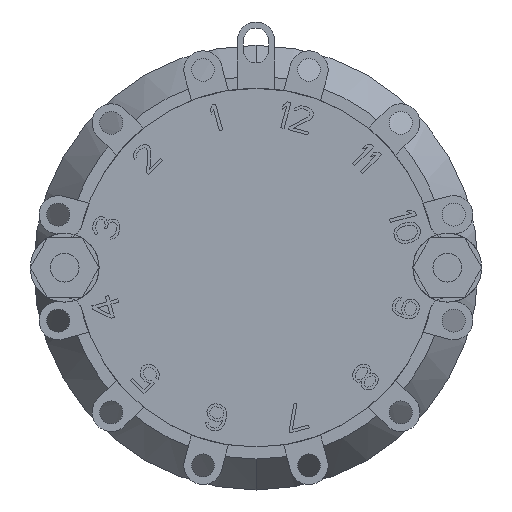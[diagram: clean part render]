
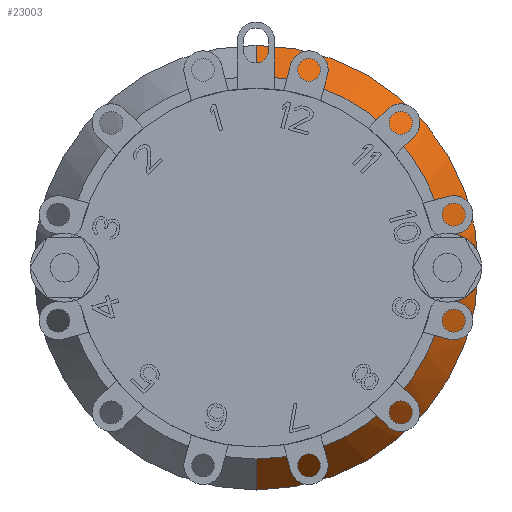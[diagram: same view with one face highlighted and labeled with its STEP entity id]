
A CAD part, front view. The second image highlights one B-rep face of the part: STEP entity #23003.
In plain terms, the highlighted conical face has half-angle 30 degrees and reference radius 13.731 mm.
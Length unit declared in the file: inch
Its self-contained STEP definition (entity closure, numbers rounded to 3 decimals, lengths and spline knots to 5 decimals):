
#6636=CARTESIAN_POINT('',(0.49676,0.55663,
0.07798));
#6637=CARTESIAN_POINT('',(0.50266,0.56669,
0.07785));
#6638=CARTESIAN_POINT('',(0.51397,0.5856,
0.07618));
#6639=CARTESIAN_POINT('',(0.52797,0.6084,
0.07129));
#6640=CARTESIAN_POINT('',(0.54217,0.63095,
0.0627));
#6641=CARTESIAN_POINT('',(0.55231,0.64674,
0.05367));
#6642=CARTESIAN_POINT('',(0.56266,0.66258,
0.03985));
#6643=CARTESIAN_POINT('',(0.56852,0.67142,
0.02743));
#6644=CARTESIAN_POINT('',(0.57271,0.67771,
0.01142));
#6645=CARTESIAN_POINT('',(0.57333,0.67863,
-0.00265));
#6646=CARTESIAN_POINT('',(0.57172,0.67623,
-0.01672));
#6647=CARTESIAN_POINT('',(0.56672,0.6687,
-0.03165));
#6648=CARTESIAN_POINT('',(0.56089,0.65989,
-0.04262));
#6649=CARTESIAN_POINT('',(0.55036,0.64371,
-0.05559));
#6650=CARTESIAN_POINT('',(0.54098,0.62908,
-0.06352));
#6651=CARTESIAN_POINT('',(0.52684,0.60659,
-0.07178));
#6652=CARTESIAN_POINT('',(0.51347,0.58478,
-0.07625));
#6653=CARTESIAN_POINT('',(0.50249,0.5664,
-0.07785));
#6654=CARTESIAN_POINT('',(0.49676,0.55663,
-0.07798));
#7377=CARTESIAN_POINT('',(0.49676,0.55663,
0.07798));
#7378=CARTESIAN_POINT('',(0.49646,0.55611,
0.07799));
#7379=CARTESIAN_POINT('',(0.49585,0.55507,
0.07801));
#7380=CARTESIAN_POINT('',(0.49494,0.55353,
0.07806));
#7381=CARTESIAN_POINT('',(0.49433,0.55251,
0.0781));
#7382=CARTESIAN_POINT('',(0.49403,0.552,0.07812));
#7569=CARTESIAN_POINT('',(0.49403,0.552,-0.07812));
#7570=CARTESIAN_POINT('',(0.49433,0.55251,
-0.0781));
#7571=CARTESIAN_POINT('',(0.49494,0.55353,
-0.07806));
#7572=CARTESIAN_POINT('',(0.49585,0.55507,
-0.07801));
#7573=CARTESIAN_POINT('',(0.49646,0.55611,
-0.07799));
#7574=CARTESIAN_POINT('',(0.49676,0.55663,
-0.07798));
#7618=CARTESIAN_POINT('',(0.,0.692,0.));
#7619=DIRECTION('',(0.,-1.,0.));
#7620=DIRECTION('',(0.,0.,-1.));
#7621=AXIS2_PLACEMENT_3D('',#7618,#7619,#7620);
#7623=CARTESIAN_POINT('',(0.,0.552,0.));
#7624=DIRECTION('',(0.,-1.,0.));
#7625=DIRECTION('',(0.988,0.,0.156));
#7626=AXIS2_PLACEMENT_3D('',#7623,#7624,#7625);
#7628=CARTESIAN_POINT('',(0.,0.552,0.));
#7629=DIRECTION('',(0.,-1.,0.));
#7630=DIRECTION('',(0.,0.,-1.));
#7631=AXIS2_PLACEMENT_3D('',#7628,#7629,#7630);
#7638=DIRECTION('',(0.,0.866,-0.5));
#7639=VECTOR('',#7638,0.16166);
#7640=CARTESIAN_POINT('',(0.,0.552,-0.50017));
#7641=LINE('',#7640,#7639);
#7642=DIRECTION('',(0.,0.866,0.5));
#7643=VECTOR('',#7642,0.16166);
#7644=CARTESIAN_POINT('',(0.,0.552,0.50017));
#7645=LINE('',#7644,#7643);
#10484=CARTESIAN_POINT('',(0.,0.552,-0.50017));
#10485=CARTESIAN_POINT('',(0.,0.692,-0.581));
#10486=VERTEX_POINT('',#10484);
#10487=VERTEX_POINT('',#10485);
#10490=CARTESIAN_POINT('',(0.,0.552,0.50017));
#10491=CARTESIAN_POINT('',(0.,0.692,0.581));
#10492=VERTEX_POINT('',#10490);
#10493=VERTEX_POINT('',#10491);
#10522=VERTEX_POINT('',#6636);
#10523=VERTEX_POINT('',#6654);
#10528=CARTESIAN_POINT('',(0.49403,0.552,-0.07812));
#10529=VERTEX_POINT('',#10528);
#10530=CARTESIAN_POINT('',(0.49403,0.552,0.07812));
#10531=VERTEX_POINT('',#10530);
#22984=CARTESIAN_POINT('',(0.,0.622,0.));
#22985=DIRECTION('',(0.,1.,0.));
#22986=DIRECTION('',(0.,0.,-1.));
#22987=AXIS2_PLACEMENT_3D('',#22984,#22985,#22986);
#22988=CONICAL_SURFACE('',#22987,0.54059,30.);
#22989=ORIENTED_EDGE('',*,*,#22159,.F.);
#22990=ORIENTED_EDGE('',*,*,#22688,.T.);
#22992=ORIENTED_EDGE('',*,*,#22991,.T.);
#22994=ORIENTED_EDGE('',*,*,#22993,.T.);
#22995=ORIENTED_EDGE('',*,*,#22977,.F.);
#22997=ORIENTED_EDGE('',*,*,#22996,.F.);
#22999=ORIENTED_EDGE('',*,*,#22998,.T.);
#23000=ORIENTED_EDGE('',*,*,#22915,.T.);
#23001=EDGE_LOOP('',(#22989,#22990,#22992,#22994,#22995,#22997,#22999,#23000));
#23002=FACE_OUTER_BOUND('',#23001,.F.);
#23003=ADVANCED_FACE('',(#23002),#22988,.T.);
#6655=B_SPLINE_CURVE_WITH_KNOTS('',3,(#6636,#6637,#6638,#6639,#6640,#6641,#6642,
#6643,#6644,#6645,#6646,#6647,#6648,#6649,#6650,#6651,#6652,#6653,#6654),
.UNSPECIFIED.,.F.,.F.,(4,1,1,1,1,1,1,1,1,1,1,1,1,1,1,1,4),(0.,0.0625,0.125,
0.1875,0.25,0.3125,0.375,0.4375,0.5,0.5625,0.625,0.6875,
0.75,0.8125,0.875,0.9375,1.),.UNSPECIFIED.);
#7383=B_SPLINE_CURVE_WITH_KNOTS('',3,(#7377,#7378,#7379,#7380,#7381,#7382),
.UNSPECIFIED.,.F.,.F.,(4,1,1,4),(0.,0.33333,0.66667,1.),
.UNSPECIFIED.);
#7575=B_SPLINE_CURVE_WITH_KNOTS('',3,(#7569,#7570,#7571,#7572,#7573,#7574),
.UNSPECIFIED.,.F.,.F.,(4,1,1,4),(0.,0.33333,0.66667,1.),
.UNSPECIFIED.);
#7622=CIRCLE('',#7621,0.581);
#7627=CIRCLE('',#7626,0.50017);
#7632=CIRCLE('',#7631,0.50017);
#22159=EDGE_CURVE('',#10522,#10523,#6655,.T.);
#22688=EDGE_CURVE('',#10522,#10531,#7383,.T.);
#22915=EDGE_CURVE('',#10529,#10523,#7575,.T.);
#22977=EDGE_CURVE('',#10487,#10493,#7622,.T.);
#22991=EDGE_CURVE('',#10531,#10492,#7627,.T.);
#22993=EDGE_CURVE('',#10492,#10493,#7645,.T.);
#22996=EDGE_CURVE('',#10486,#10487,#7641,.T.);
#22998=EDGE_CURVE('',#10486,#10529,#7632,.T.);
